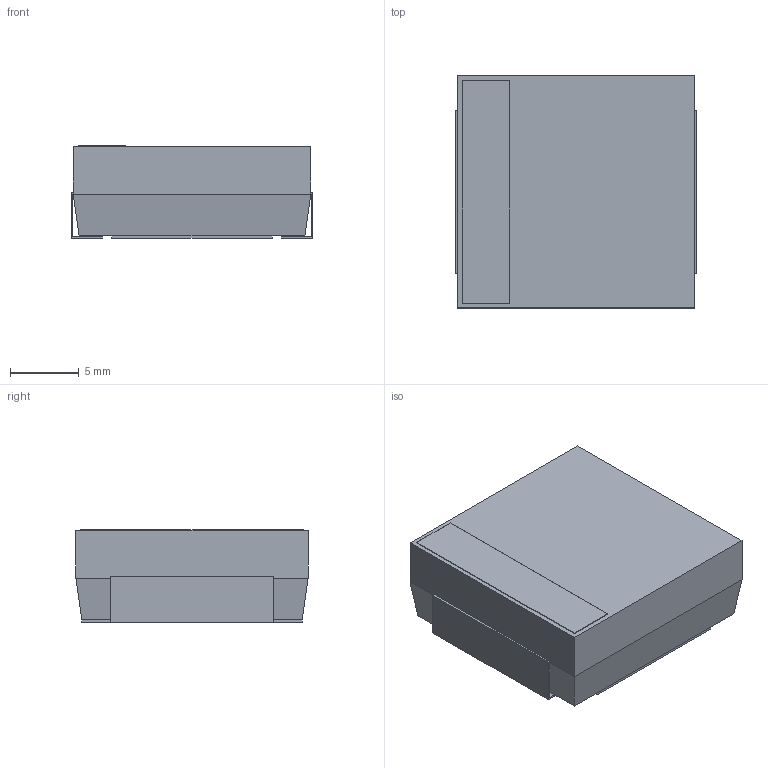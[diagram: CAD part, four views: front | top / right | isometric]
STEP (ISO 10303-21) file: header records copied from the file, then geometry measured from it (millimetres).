
FILE_DESCRIPTION(('STEP AP214'),'1');
FILE_NAME('SRP1770TA-3R3M_BRN','2024-04-25T05:44:41',(''),(''),'','','');
FILE_SCHEMA(('AUTOMOTIVE_DESIGN'));
Length unit declared in the file: millimetre
Products named in the file (1): product
Bounding box: 17.6 x 16.89 x 6.76 mm (x, y, z)
Volume: 1915.9 mm3; surface area: 1397 mm2
Topology: 4 solids, 4 shells, 42 faces, 94 edges, 60 vertices
Faces by surface type: plane 42
Entity records: 1244 total; most frequent: ORIENTED_EDGE 188, DIRECTION 180, CARTESIAN_POINT 103, EDGE_CURVE 94, LINE 94, VECTOR 94, VERTEX_POINT 60, AXIS2_PLACEMENT_3D 43
